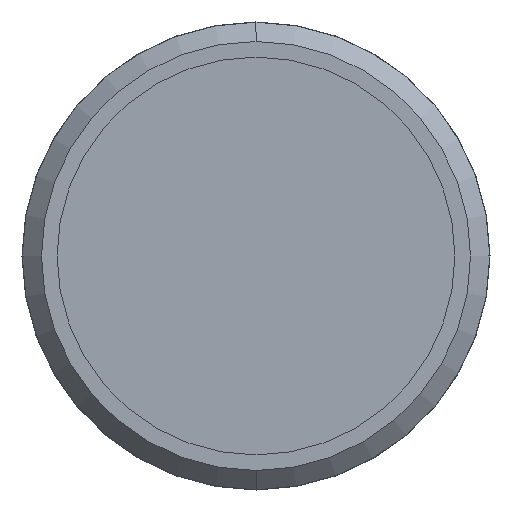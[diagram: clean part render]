
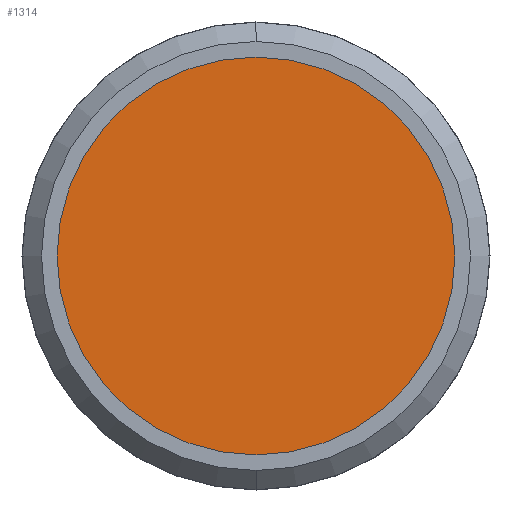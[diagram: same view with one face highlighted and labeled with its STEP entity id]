
A CAD part, front view. The second image highlights one B-rep face of the part: STEP entity #1314.
In plain terms, the highlighted planar face has unit normal (0, -1, 0).
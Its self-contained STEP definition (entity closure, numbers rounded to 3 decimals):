
#1314=ADVANCED_FACE('',(#2558),#2559,.T.);
#2558=FACE_OUTER_BOUND('',#3758,.T.);
#2559=PLANE('',#3759);
#3758=EDGE_LOOP('',(#6913,#6914));
#3759=AXIS2_PLACEMENT_3D('',#6915,#6916,#6917);
#6913=ORIENTED_EDGE('',*,*,#8101,.T.);
#6914=ORIENTED_EDGE('',*,*,#8114,.T.);
#6915=CARTESIAN_POINT('',(0.0,-0.01,3.825));
#6916=DIRECTION('',(0.0,-1.0,0.0));
#6917=DIRECTION('',(0.0,0.0,1.0));
#8101=EDGE_CURVE('',#9736,#9740,#9742,.T.);
#8114=EDGE_CURVE('',#9740,#9736,#9759,.T.);
#9736=VERTEX_POINT('',#12011);
#9740=VERTEX_POINT('',#12016);
#9742=CIRCLE('',#12019,7.65);
#9759=CIRCLE('',#12038,7.65);
#12011=CARTESIAN_POINT('',(0.0,-0.01,7.65));
#12016=CARTESIAN_POINT('',(0.,-0.01,-7.65));
#12019=AXIS2_PLACEMENT_3D('',#13650,#13651,#13652);
#12038=AXIS2_PLACEMENT_3D('',#13670,#13671,#13672);
#13650=CARTESIAN_POINT('',(0.0,-0.01,0.0));
#13651=DIRECTION('',(0.0,-1.0,0.0));
#13652=DIRECTION('',(0.0,0.0,1.0));
#13670=CARTESIAN_POINT('',(0.0,-0.01,0.0));
#13671=DIRECTION('',(0.0,-1.0,0.0));
#13672=DIRECTION('',(0.0,0.0,1.0));
